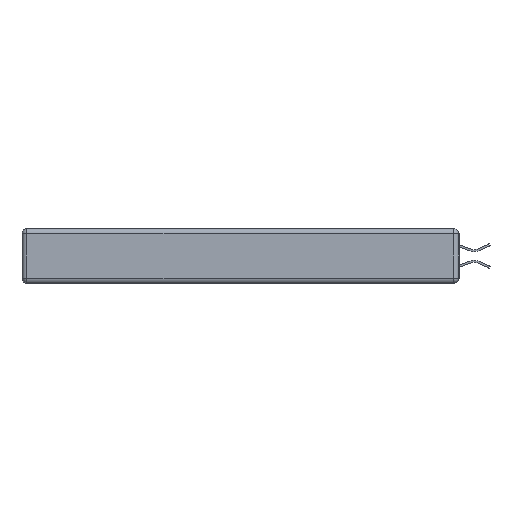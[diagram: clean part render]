
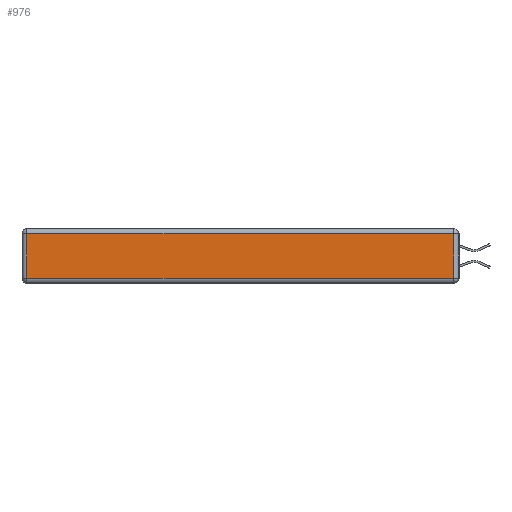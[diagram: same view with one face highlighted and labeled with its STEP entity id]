
A CAD part, left-side view. The second image highlights one B-rep face of the part: STEP entity #976.
In plain terms, the highlighted planar face has unit normal (-1, 0, 0).
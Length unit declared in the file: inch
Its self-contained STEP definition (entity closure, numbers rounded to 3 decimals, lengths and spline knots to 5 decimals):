
#69 = FACE_OUTER_BOUND ( 'NONE', #6389, .T. ) ;
#976 = ADVANCED_FACE ( 'NONE', ( #69 ), #8214, .T. ) ;
#1301 = EDGE_CURVE ( 'NONE', #8219, #1955, #8580, .T. ) ;
#1905 = LINE ( 'NONE', #2654, #6087 ) ;
#1955 = VERTEX_POINT ( 'NONE', #11474 ) ;
#2532 = CARTESIAN_POINT ( 'NONE',  ( 0., 2.75, -0.03 ) ) ;
#2654 = CARTESIAN_POINT ( 'NONE',  ( 0., 0.03, -0.343 ) ) ;
#2712 = ORIENTED_EDGE ( 'NONE', *, *, #1301, .T. ) ;
#2961 = DIRECTION ( 'NONE',  ( -1., 0., 0. ) ) ;
#3333 = ORIENTED_EDGE ( 'NONE', *, *, #4404, .T. ) ;
#3706 = LINE ( 'NONE', #6494, #13742 ) ;
#4404 = EDGE_CURVE ( 'NONE', #9675, #9989, #11869, .T. ) ;
#4915 = CARTESIAN_POINT ( 'NONE',  ( 0., 0., -0.343 ) ) ;
#6087 = VECTOR ( 'NONE', #6793, 39.37008 ) ;
#6389 = EDGE_LOOP ( 'NONE', ( #3333, #12490, #2712, #9963 ) ) ;
#6494 = CARTESIAN_POINT ( 'NONE',  ( 0., 2.72, -0.343 ) ) ;
#6793 = DIRECTION ( 'NONE',  ( 0., 0., 1. ) ) ;
#7227 = CARTESIAN_POINT ( 'NONE',  ( 0., 0., -0.313 ) ) ;
#7484 = DIRECTION ( 'NONE',  ( 0., 0., -1. ) ) ;
#7854 = CARTESIAN_POINT ( 'NONE',  ( 0., 2.72, -0.313 ) ) ;
#8214 = PLANE ( 'NONE',  #8628 ) ;
#8219 = VERTEX_POINT ( 'NONE', #9615 ) ;
#8259 = DIRECTION ( 'NONE',  ( 0., 0., 1. ) ) ;
#8278 = EDGE_CURVE ( 'NONE', #1955, #9675, #3706, .T. ) ;
#8580 = LINE ( 'NONE', #2532, #10240 ) ;
#8628 = AXIS2_PLACEMENT_3D ( 'NONE', #4915, #2961, #8259 ) ;
#9317 = DIRECTION ( 'NONE',  ( 0., -1., 0. ) ) ;
#9615 = CARTESIAN_POINT ( 'NONE',  ( 0., 0.03, -0.03 ) ) ;
#9675 = VERTEX_POINT ( 'NONE', #7854 ) ;
#9963 = ORIENTED_EDGE ( 'NONE', *, *, #8278, .T. ) ;
#9989 = VERTEX_POINT ( 'NONE', #12177 ) ;
#10240 = VECTOR ( 'NONE', #13094, 39.37008 ) ;
#11474 = CARTESIAN_POINT ( 'NONE',  ( 0., 2.72, -0.03 ) ) ;
#11572 = EDGE_CURVE ( 'NONE', #9989, #8219, #1905, .T. ) ;
#11869 = LINE ( 'NONE', #7227, #13544 ) ;
#12177 = CARTESIAN_POINT ( 'NONE',  ( 0., 0.03, -0.313 ) ) ;
#12490 = ORIENTED_EDGE ( 'NONE', *, *, #11572, .T. ) ;
#13094 = DIRECTION ( 'NONE',  ( 0., 1., 0. ) ) ;
#13544 = VECTOR ( 'NONE', #9317, 39.37008 ) ;
#13742 = VECTOR ( 'NONE', #7484, 39.37008 ) ;
